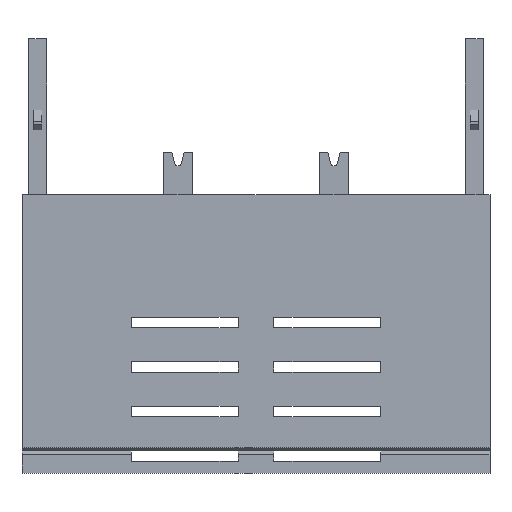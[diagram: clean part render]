
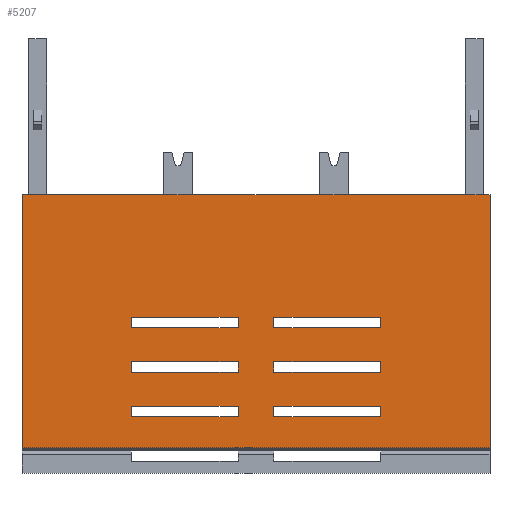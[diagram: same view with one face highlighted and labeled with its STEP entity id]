
A CAD part, top view. The second image highlights one B-rep face of the part: STEP entity #5207.
In plain terms, the highlighted planar face has unit normal (0, 0, 1).
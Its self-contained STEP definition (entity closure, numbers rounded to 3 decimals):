
#1866=DIRECTION('',(1.,0.,0.));
#1867=VECTOR('',#1866,105.);
#1868=CARTESIAN_POINT('',(-52.5,-56.777,1.5));
#1869=LINE('',#1868,#1867);
#2090=DIRECTION('',(0.,-1.,0.));
#2091=VECTOR('',#2090,56.777);
#2092=CARTESIAN_POINT('',(-52.5,0.,1.5));
#2093=LINE('',#2092,#2091);
#2125=DIRECTION('',(0.,-1.,0.));
#2126=VECTOR('',#2125,56.777);
#2127=CARTESIAN_POINT('',(52.5,0.,1.5));
#2128=LINE('',#2127,#2126);
#2132=DIRECTION('',(1.,0.,0.));
#2133=VECTOR('',#2132,105.);
#2134=CARTESIAN_POINT('',(-52.5,0.,1.5));
#2135=LINE('',#2134,#2133);
#2139=DIRECTION('',(1.,0.,0.));
#2140=VECTOR('',#2139,24.);
#2141=CARTESIAN_POINT('',(4.,-29.8,1.5));
#2142=LINE('',#2141,#2140);
#2146=DIRECTION('',(-1.,0.,0.));
#2147=VECTOR('',#2146,24.);
#2148=CARTESIAN_POINT('',(28.,-27.5,1.5));
#2149=LINE('',#2148,#2147);
#2153=DIRECTION('',(-1.,0.,0.));
#2154=VECTOR('',#2153,24.);
#2155=CARTESIAN_POINT('',(28.,-37.5,1.5));
#2156=LINE('',#2155,#2154);
#2160=DIRECTION('',(1.,0.,0.));
#2161=VECTOR('',#2160,24.);
#2162=CARTESIAN_POINT('',(4.,-39.8,1.5));
#2163=LINE('',#2162,#2161);
#2167=DIRECTION('',(-1.,0.,0.));
#2168=VECTOR('',#2167,24.);
#2169=CARTESIAN_POINT('',(28.,-47.5,1.5));
#2170=LINE('',#2169,#2168);
#2174=DIRECTION('',(1.,0.,0.));
#2175=VECTOR('',#2174,24.);
#2176=CARTESIAN_POINT('',(4.,-49.8,1.5));
#2177=LINE('',#2176,#2175);
#2181=DIRECTION('',(0.,1.,0.));
#2182=VECTOR('',#2181,2.3);
#2183=CARTESIAN_POINT('',(-4.,-29.8,1.5));
#2184=LINE('',#2183,#2182);
#2188=DIRECTION('',(0.,-1.,0.));
#2189=VECTOR('',#2188,2.3);
#2190=CARTESIAN_POINT('',(-28.,-27.5,1.5));
#2191=LINE('',#2190,#2189);
#2195=DIRECTION('',(0.,1.,0.));
#2196=VECTOR('',#2195,2.3);
#2197=CARTESIAN_POINT('',(-4.,-39.8,1.5));
#2198=LINE('',#2197,#2196);
#2202=DIRECTION('',(0.,-1.,0.));
#2203=VECTOR('',#2202,2.3);
#2204=CARTESIAN_POINT('',(-28.,-37.5,1.5));
#2205=LINE('',#2204,#2203);
#2209=DIRECTION('',(0.,1.,0.));
#2210=VECTOR('',#2209,2.3);
#2211=CARTESIAN_POINT('',(-4.,-49.8,1.5));
#2212=LINE('',#2211,#2210);
#2216=DIRECTION('',(0.,-1.,0.));
#2217=VECTOR('',#2216,2.3);
#2218=CARTESIAN_POINT('',(-28.,-47.5,1.5));
#2219=LINE('',#2218,#2217);
#2230=DIRECTION('',(0.,1.,0.));
#2231=VECTOR('',#2230,2.3);
#2232=CARTESIAN_POINT('',(4.,-29.8,1.5));
#2233=LINE('',#2232,#2231);
#2258=DIRECTION('',(0.,-1.,0.));
#2259=VECTOR('',#2258,2.3);
#2260=CARTESIAN_POINT('',(28.,-27.5,1.5));
#2261=LINE('',#2260,#2259);
#2286=DIRECTION('',(0.,-1.,0.));
#2287=VECTOR('',#2286,2.3);
#2288=CARTESIAN_POINT('',(28.,-37.5,1.5));
#2289=LINE('',#2288,#2287);
#2314=DIRECTION('',(0.,1.,0.));
#2315=VECTOR('',#2314,2.3);
#2316=CARTESIAN_POINT('',(4.,-39.8,1.5));
#2317=LINE('',#2316,#2315);
#2342=DIRECTION('',(0.,-1.,0.));
#2343=VECTOR('',#2342,2.3);
#2344=CARTESIAN_POINT('',(28.,-47.5,1.5));
#2345=LINE('',#2344,#2343);
#2370=DIRECTION('',(0.,1.,0.));
#2371=VECTOR('',#2370,2.3);
#2372=CARTESIAN_POINT('',(4.,-49.8,1.5));
#2373=LINE('',#2372,#2371);
#2398=DIRECTION('',(-1.,0.,0.));
#2399=VECTOR('',#2398,24.);
#2400=CARTESIAN_POINT('',(-4.,-29.8,1.5));
#2401=LINE('',#2400,#2399);
#2426=DIRECTION('',(1.,0.,0.));
#2427=VECTOR('',#2426,24.);
#2428=CARTESIAN_POINT('',(-28.,-27.5,1.5));
#2429=LINE('',#2428,#2427);
#2454=DIRECTION('',(-1.,0.,0.));
#2455=VECTOR('',#2454,24.);
#2456=CARTESIAN_POINT('',(-4.,-39.8,1.5));
#2457=LINE('',#2456,#2455);
#2482=DIRECTION('',(1.,0.,0.));
#2483=VECTOR('',#2482,24.);
#2484=CARTESIAN_POINT('',(-28.,-37.5,1.5));
#2485=LINE('',#2484,#2483);
#2510=DIRECTION('',(-1.,0.,0.));
#2511=VECTOR('',#2510,24.);
#2512=CARTESIAN_POINT('',(-4.,-49.8,1.5));
#2513=LINE('',#2512,#2511);
#2538=DIRECTION('',(1.,0.,0.));
#2539=VECTOR('',#2538,24.);
#2540=CARTESIAN_POINT('',(-28.,-47.5,1.5));
#2541=LINE('',#2540,#2539);
#3233=CARTESIAN_POINT('',(52.5,0.,1.5));
#3234=VERTEX_POINT('',#3233);
#3235=CARTESIAN_POINT('',(-52.5,0.,1.5));
#3236=VERTEX_POINT('',#3235);
#3396=CARTESIAN_POINT('',(52.5,-56.777,1.5));
#3398=VERTEX_POINT('',#3396);
#3407=CARTESIAN_POINT('',(-52.5,-56.777,1.5));
#3408=VERTEX_POINT('',#3407);
#3435=CARTESIAN_POINT('',(4.,-29.8,1.5));
#3436=CARTESIAN_POINT('',(4.,-27.5,1.5));
#3437=VERTEX_POINT('',#3435);
#3438=VERTEX_POINT('',#3436);
#3439=CARTESIAN_POINT('',(28.,-29.8,1.5));
#3440=VERTEX_POINT('',#3439);
#3441=CARTESIAN_POINT('',(28.,-27.5,1.5));
#3442=VERTEX_POINT('',#3441);
#3443=CARTESIAN_POINT('',(28.,-37.5,1.5));
#3444=CARTESIAN_POINT('',(28.,-39.8,1.5));
#3445=VERTEX_POINT('',#3443);
#3446=VERTEX_POINT('',#3444);
#3447=CARTESIAN_POINT('',(4.,-37.5,1.5));
#3448=VERTEX_POINT('',#3447);
#3449=CARTESIAN_POINT('',(4.,-39.8,1.5));
#3450=VERTEX_POINT('',#3449);
#3451=CARTESIAN_POINT('',(28.,-47.5,1.5));
#3452=CARTESIAN_POINT('',(28.,-49.8,1.5));
#3453=VERTEX_POINT('',#3451);
#3454=VERTEX_POINT('',#3452);
#3455=CARTESIAN_POINT('',(4.,-47.5,1.5));
#3456=VERTEX_POINT('',#3455);
#3457=CARTESIAN_POINT('',(4.,-49.8,1.5));
#3458=VERTEX_POINT('',#3457);
#3459=CARTESIAN_POINT('',(-4.,-29.8,1.5));
#3460=CARTESIAN_POINT('',(-28.,-29.8,1.5));
#3461=VERTEX_POINT('',#3459);
#3462=VERTEX_POINT('',#3460);
#3463=CARTESIAN_POINT('',(-4.,-27.5,1.5));
#3464=VERTEX_POINT('',#3463);
#3465=CARTESIAN_POINT('',(-28.,-27.5,1.5));
#3466=VERTEX_POINT('',#3465);
#3467=CARTESIAN_POINT('',(-4.,-39.8,1.5));
#3468=CARTESIAN_POINT('',(-28.,-39.8,1.5));
#3469=VERTEX_POINT('',#3467);
#3470=VERTEX_POINT('',#3468);
#3471=CARTESIAN_POINT('',(-4.,-37.5,1.5));
#3472=VERTEX_POINT('',#3471);
#3473=CARTESIAN_POINT('',(-28.,-37.5,1.5));
#3474=VERTEX_POINT('',#3473);
#3475=CARTESIAN_POINT('',(-4.,-49.8,1.5));
#3476=CARTESIAN_POINT('',(-28.,-49.8,1.5));
#3477=VERTEX_POINT('',#3475);
#3478=VERTEX_POINT('',#3476);
#3479=CARTESIAN_POINT('',(-4.,-47.5,1.5));
#3480=VERTEX_POINT('',#3479);
#3481=CARTESIAN_POINT('',(-28.,-47.5,1.5));
#3482=VERTEX_POINT('',#3481);
#5136=CARTESIAN_POINT('',(0.,0.,1.5));
#5137=DIRECTION('',(0.,0.,1.));
#5138=DIRECTION('',(1.,0.,0.));
#5139=AXIS2_PLACEMENT_3D('',#5136,#5137,#5138);
#5140=PLANE('',#5139);
#5141=ORIENTED_EDGE('',*,*,#4903,.T.);
#5142=ORIENTED_EDGE('',*,*,#4925,.F.);
#5143=ORIENTED_EDGE('',*,*,#5125,.F.);
#5144=ORIENTED_EDGE('',*,*,#4172,.T.);
#5145=EDGE_LOOP('',(#5141,#5142,#5143,#5144));
#5146=FACE_OUTER_BOUND('',#5145,.F.);
#5148=ORIENTED_EDGE('',*,*,#5147,.F.);
#5150=ORIENTED_EDGE('',*,*,#5149,.T.);
#5152=ORIENTED_EDGE('',*,*,#5151,.F.);
#5154=ORIENTED_EDGE('',*,*,#5153,.T.);
#5155=EDGE_LOOP('',(#5148,#5150,#5152,#5154));
#5156=FACE_BOUND('',#5155,.F.);
#5158=ORIENTED_EDGE('',*,*,#5157,.F.);
#5160=ORIENTED_EDGE('',*,*,#5159,.T.);
#5162=ORIENTED_EDGE('',*,*,#5161,.F.);
#5164=ORIENTED_EDGE('',*,*,#5163,.T.);
#5165=EDGE_LOOP('',(#5158,#5160,#5162,#5164));
#5166=FACE_BOUND('',#5165,.F.);
#5168=ORIENTED_EDGE('',*,*,#5167,.F.);
#5170=ORIENTED_EDGE('',*,*,#5169,.T.);
#5172=ORIENTED_EDGE('',*,*,#5171,.F.);
#5174=ORIENTED_EDGE('',*,*,#5173,.T.);
#5175=EDGE_LOOP('',(#5168,#5170,#5172,#5174));
#5176=FACE_BOUND('',#5175,.F.);
#5178=ORIENTED_EDGE('',*,*,#5177,.F.);
#5180=ORIENTED_EDGE('',*,*,#5179,.T.);
#5182=ORIENTED_EDGE('',*,*,#5181,.F.);
#5184=ORIENTED_EDGE('',*,*,#5183,.T.);
#5185=EDGE_LOOP('',(#5178,#5180,#5182,#5184));
#5186=FACE_BOUND('',#5185,.F.);
#5188=ORIENTED_EDGE('',*,*,#5187,.F.);
#5190=ORIENTED_EDGE('',*,*,#5189,.T.);
#5192=ORIENTED_EDGE('',*,*,#5191,.F.);
#5194=ORIENTED_EDGE('',*,*,#5193,.T.);
#5195=EDGE_LOOP('',(#5188,#5190,#5192,#5194));
#5196=FACE_BOUND('',#5195,.F.);
#5198=ORIENTED_EDGE('',*,*,#5197,.F.);
#5200=ORIENTED_EDGE('',*,*,#5199,.T.);
#5202=ORIENTED_EDGE('',*,*,#5201,.F.);
#5204=ORIENTED_EDGE('',*,*,#5203,.T.);
#5205=EDGE_LOOP('',(#5198,#5200,#5202,#5204));
#5206=FACE_BOUND('',#5205,.F.);
#4172=EDGE_CURVE('',#3236,#3234,#2135,.T.);
#4903=EDGE_CURVE('',#3234,#3398,#2128,.T.);
#4925=EDGE_CURVE('',#3408,#3398,#1869,.T.);
#5125=EDGE_CURVE('',#3236,#3408,#2093,.T.);
#5147=EDGE_CURVE('',#3437,#3438,#2233,.T.);
#5149=EDGE_CURVE('',#3437,#3440,#2142,.T.);
#5151=EDGE_CURVE('',#3442,#3440,#2261,.T.);
#5153=EDGE_CURVE('',#3442,#3438,#2149,.T.);
#5157=EDGE_CURVE('',#3445,#3446,#2289,.T.);
#5159=EDGE_CURVE('',#3445,#3448,#2156,.T.);
#5161=EDGE_CURVE('',#3450,#3448,#2317,.T.);
#5163=EDGE_CURVE('',#3450,#3446,#2163,.T.);
#5167=EDGE_CURVE('',#3453,#3454,#2345,.T.);
#5169=EDGE_CURVE('',#3453,#3456,#2170,.T.);
#5171=EDGE_CURVE('',#3458,#3456,#2373,.T.);
#5173=EDGE_CURVE('',#3458,#3454,#2177,.T.);
#5177=EDGE_CURVE('',#3461,#3462,#2401,.T.);
#5179=EDGE_CURVE('',#3461,#3464,#2184,.T.);
#5181=EDGE_CURVE('',#3466,#3464,#2429,.T.);
#5183=EDGE_CURVE('',#3466,#3462,#2191,.T.);
#5187=EDGE_CURVE('',#3469,#3470,#2457,.T.);
#5189=EDGE_CURVE('',#3469,#3472,#2198,.T.);
#5191=EDGE_CURVE('',#3474,#3472,#2485,.T.);
#5193=EDGE_CURVE('',#3474,#3470,#2205,.T.);
#5197=EDGE_CURVE('',#3477,#3478,#2513,.T.);
#5199=EDGE_CURVE('',#3477,#3480,#2212,.T.);
#5201=EDGE_CURVE('',#3482,#3480,#2541,.T.);
#5203=EDGE_CURVE('',#3482,#3478,#2219,.T.);
#5207=ADVANCED_FACE('',(#5146,#5156,#5166,#5176,#5186,#5196,#5206),#5140,.T.);
